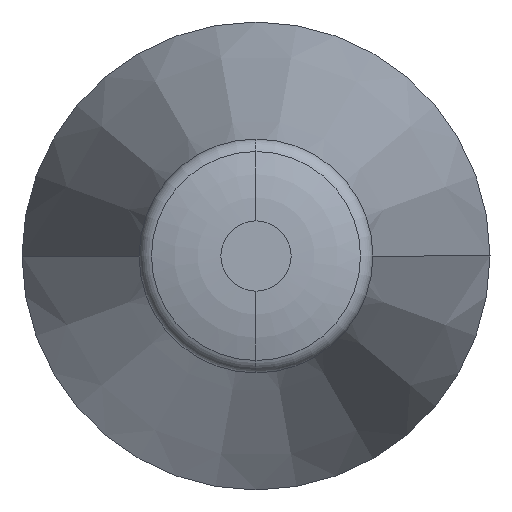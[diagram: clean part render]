
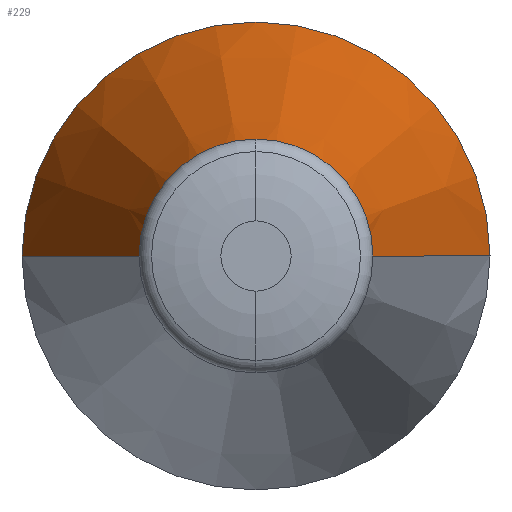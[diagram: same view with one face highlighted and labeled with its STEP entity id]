
A CAD part, front view. The second image highlights one B-rep face of the part: STEP entity #229.
In plain terms, the highlighted conical face has half-angle 15 degrees and reference radius 1.397 mm.
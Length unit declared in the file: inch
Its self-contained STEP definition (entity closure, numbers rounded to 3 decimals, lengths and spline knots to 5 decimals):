
#8 = EDGE_CURVE ( 'NONE', #437, #383, #344, .T. ) ;
#31 = CARTESIAN_POINT ( 'NONE',  ( 0., 0.48876, 0. ) ) ;
#32 = EDGE_LOOP ( 'NONE', ( #280, #168, #312, #163 ) ) ;
#34 = FACE_OUTER_BOUND ( 'NONE', #32, .T. ) ;
#36 = CARTESIAN_POINT ( 'NONE',  ( 0., 0.48876, 0. ) ) ;
#72 = CARTESIAN_POINT ( 'NONE',  ( 0.055, 0.48876, 0. ) ) ;
#78 = DIRECTION ( 'NONE',  ( -1., 0., 0. ) ) ;
#82 = CARTESIAN_POINT ( 'NONE',  ( 0.055, 0.48876, 0. ) ) ;
#88 = LINE ( 'NONE', #384, #157 ) ;
#133 = DIRECTION ( 'NONE',  ( 0., 1., 0. ) ) ;
#157 = VECTOR ( 'NONE', #443, 39.37008 ) ;
#163 = ORIENTED_EDGE ( 'NONE', *, *, #477, .F. ) ;
#167 = CONICAL_SURFACE ( 'NONE', #365, 0.055, 0.262 ) ;
#168 = ORIENTED_EDGE ( 'NONE', *, *, #419, .T. ) ;
#169 = DIRECTION ( 'NONE',  ( 0., 1., 0. ) ) ;
#195 = AXIS2_PLACEMENT_3D ( 'NONE', #536, #133, #544 ) ;
#212 = AXIS2_PLACEMENT_3D ( 'NONE', #36, #169, #78 ) ;
#218 = DIRECTION ( 'NONE',  ( -1., 0., 0. ) ) ;
#229 = ADVANCED_FACE ( 'NONE', ( #34 ), #167, .T. ) ;
#254 = CARTESIAN_POINT ( 'NONE',  ( -0.125, 0.75, 0. ) ) ;
#280 = ORIENTED_EDGE ( 'NONE', *, *, #439, .T. ) ;
#282 = VECTOR ( 'NONE', #409, 39.37008 ) ;
#312 = ORIENTED_EDGE ( 'NONE', *, *, #8, .F. ) ;
#314 = VERTEX_POINT ( 'NONE', #420 ) ;
#344 = CIRCLE ( 'NONE', #195, 0.125 ) ;
#348 = DIRECTION ( 'NONE',  ( 0., 1., 0. ) ) ;
#365 = AXIS2_PLACEMENT_3D ( 'NONE', #31, #348, #218 ) ;
#374 = CIRCLE ( 'NONE', #212, 0.055 ) ;
#383 = VERTEX_POINT ( 'NONE', #481 ) ;
#384 = CARTESIAN_POINT ( 'NONE',  ( -0.055, 0.48876, 0. ) ) ;
#409 = DIRECTION ( 'NONE',  ( 0.259, 0.966, 0. ) ) ;
#419 = EDGE_CURVE ( 'NONE', #538, #383, #516, .T. ) ;
#420 = CARTESIAN_POINT ( 'NONE',  ( -0.055, 0.48876, 0. ) ) ;
#437 = VERTEX_POINT ( 'NONE', #254 ) ;
#439 = EDGE_CURVE ( 'NONE', #314, #538, #374, .T. ) ;
#443 = DIRECTION ( 'NONE',  ( -0.259, 0.966, 0. ) ) ;
#477 = EDGE_CURVE ( 'NONE', #314, #437, #88, .T. ) ;
#481 = CARTESIAN_POINT ( 'NONE',  ( 0.125, 0.75, 0. ) ) ;
#516 = LINE ( 'NONE', #72, #282 ) ;
#536 = CARTESIAN_POINT ( 'NONE',  ( 0., 0.75, 0. ) ) ;
#538 = VERTEX_POINT ( 'NONE', #82 ) ;
#544 = DIRECTION ( 'NONE',  ( -1., 0., 0. ) ) ;
